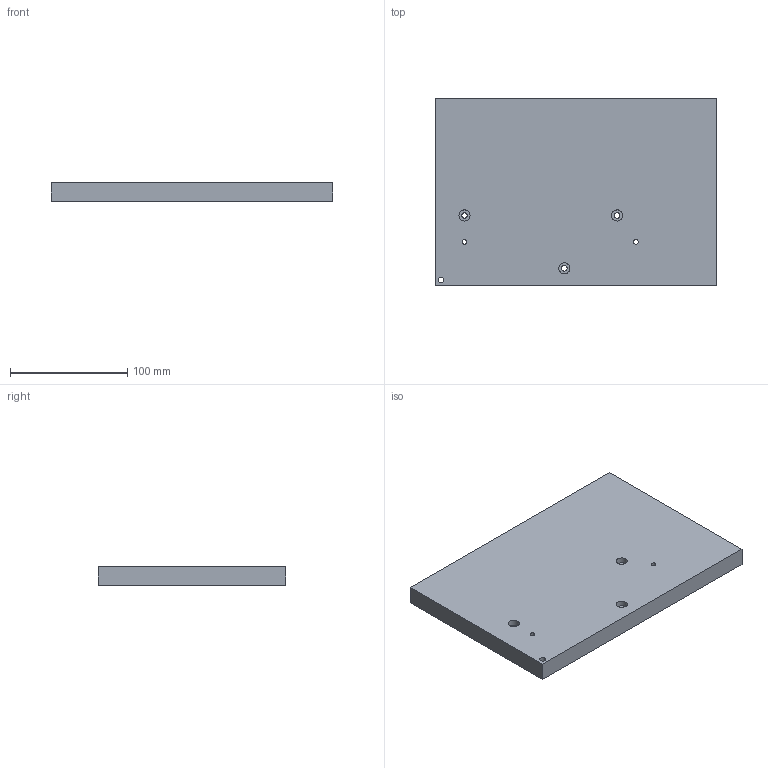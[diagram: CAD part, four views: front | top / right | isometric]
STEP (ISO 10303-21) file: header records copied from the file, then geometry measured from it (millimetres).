
FILE_DESCRIPTION(/* description */ (''),/* implementation_level */ '2;1');
FILE_NAME(/* name */ 'PCB fixture thing.step',/* time_stamp */ '2025-07-27T18:05:11+01:00',/* author */ (''),/* organization */ (''),/* preprocessor_version */ 'ST-DEVELOPER v20.1',/* originating_system */ 'Autodesk Translation Framework v14.10.0.0',/* authorisation */ '');
FILE_SCHEMA (('AUTOMOTIVE_DESIGN { 1 0 10303 214 3 1 1 }'));
Length unit declared in the file: millimetre
Products named in the file (1): PCB Align plate v6
Bounding box: 240 x 160 x 16 mm (x, y, z)
Volume: 612032 mm3; surface area: 90997.4 mm2
Topology: 1 solids, 1 shells, 18 faces, 39 edges, 26 vertices
Faces by surface type: plane 9, cylinder 9
Full cylindrical faces by diameter (mm): 3.95 x2, 4.85 x3, 5 x1, 9.45 x3
Entity records: 554 total; most frequent: DIRECTION 95, CARTESIAN_POINT 84, ORIENTED_EDGE 78, EDGE_CURVE 39, AXIS2_PLACEMENT_3D 37, EDGE_LOOP 33, VERTEX_POINT 26, LINE 21
